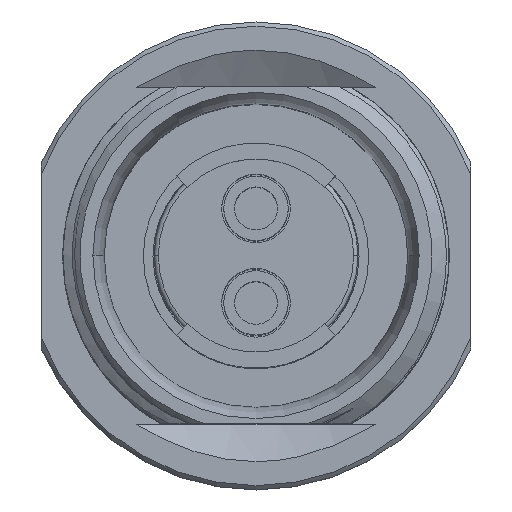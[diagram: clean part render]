
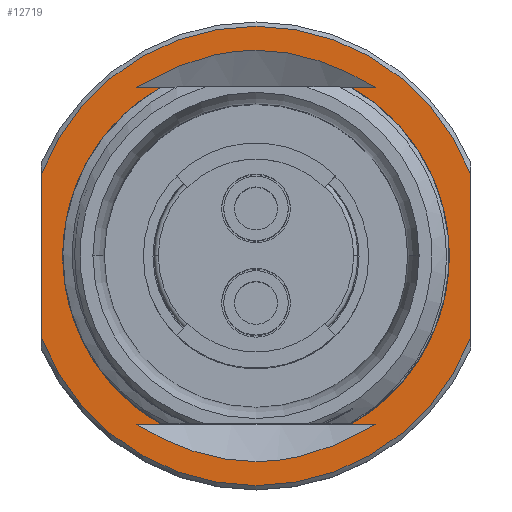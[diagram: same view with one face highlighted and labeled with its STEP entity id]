
A CAD part, top view. The second image highlights one B-rep face of the part: STEP entity #12719.
In plain terms, the highlighted planar face has unit normal (0, 0, 1).
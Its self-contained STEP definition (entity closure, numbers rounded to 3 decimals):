
#2948=CARTESIAN_POINT('',(5.,1.903,15.));
#2949=VERTEX_POINT('',#2948);
#2950=CARTESIAN_POINT('',(-5.,1.903,15.));
#2951=VERTEX_POINT('',#2950);
#2952=CARTESIAN_POINT('',(0.0,0.0,15.));
#2953=DIRECTION('',(0.,0.,1.0));
#2954=DIRECTION('',(0.935,0.356,0.));
#2955=AXIS2_PLACEMENT_3D('',#2952,#2953,#2954);
#2956=CIRCLE('',#2955,5.35);
#2957=EDGE_CURVE('',#2949,#2951,#2956,.T.);
#2987=CARTESIAN_POINT('',(5.,-1.903,15.));
#2988=VERTEX_POINT('',#2987);
#2998=CARTESIAN_POINT('',(-5.,-1.903,15.));
#2999=VERTEX_POINT('',#2998);
#3000=CARTESIAN_POINT('',(0.0,0.0,15.));
#3001=DIRECTION('',(0.,0.,1.0));
#3002=DIRECTION('',(-0.935,-0.356,0.));
#3003=AXIS2_PLACEMENT_3D('',#3000,#3001,#3002);
#3004=CIRCLE('',#3003,5.35);
#3005=EDGE_CURVE('',#2999,#2988,#3004,.T.);
#3024=CARTESIAN_POINT('',(2.784,3.925,15.0));
#3025=VERTEX_POINT('',#3024);
#3026=CARTESIAN_POINT('',(-2.784,3.925,15.));
#3027=VERTEX_POINT('',#3026);
#3035=CARTESIAN_POINT('',(0.,4.791,15.0));
#3036=VERTEX_POINT('',#3035);
#3037=CARTESIAN_POINT('',(-11.12,-5.45,15.));
#3038=CARTESIAN_POINT('',(0.,10.518,15.0));
#3039=CARTESIAN_POINT('',(11.12,-5.45,15.));
#3047=(BOUNDED_CURVE()B_SPLINE_CURVE(2,(#3037,#3038,#3039),.UNSPECIFIED.,.F.,.U.)B_SPLINE_CURVE_WITH_KNOTS((3,3),(0.0,30.234),.UNSPECIFIED.)CURVE()GEOMETRIC_REPRESENTATION_ITEM()RATIONAL_B_SPLINE_CURVE((1.0,1.788,1.0))REPRESENTATION_ITEM(''));
#3048=EDGE_CURVE('',#3036,#3025,#3047,.T.);
#3050=CARTESIAN_POINT('',(-11.12,-5.45,15.));
#3051=CARTESIAN_POINT('',(0.,10.518,15.0));
#3052=CARTESIAN_POINT('',(11.12,-5.45,15.));
#3060=(BOUNDED_CURVE()B_SPLINE_CURVE(2,(#3050,#3051,#3052),.UNSPECIFIED.,.F.,.U.)B_SPLINE_CURVE_WITH_KNOTS((3,3),(0.0,30.234),.UNSPECIFIED.)CURVE()GEOMETRIC_REPRESENTATION_ITEM()RATIONAL_B_SPLINE_CURVE((1.0,1.788,1.0))REPRESENTATION_ITEM(''));
#3061=EDGE_CURVE('',#3027,#3036,#3060,.T.);
#3071=CARTESIAN_POINT('',(2.784,-3.925,15.));
#3072=VERTEX_POINT('',#3071);
#3073=CARTESIAN_POINT('',(0.,-4.791,15.));
#3074=VERTEX_POINT('',#3073);
#3075=CARTESIAN_POINT('',(11.12,5.45,15.));
#3076=CARTESIAN_POINT('',(0.,-10.518,15.));
#3077=CARTESIAN_POINT('',(-11.12,5.45,15.0));
#3085=(BOUNDED_CURVE()B_SPLINE_CURVE(2,(#3075,#3076,#3077),.UNSPECIFIED.,.F.,.U.)B_SPLINE_CURVE_WITH_KNOTS((3,3),(0.0,30.234),.UNSPECIFIED.)CURVE()GEOMETRIC_REPRESENTATION_ITEM()RATIONAL_B_SPLINE_CURVE((1.0,1.788,1.0))REPRESENTATION_ITEM(''));
#3086=EDGE_CURVE('',#3072,#3074,#3085,.T.);
#3088=CARTESIAN_POINT('',(-2.784,-3.925,15.));
#3089=VERTEX_POINT('',#3088);
#3097=CARTESIAN_POINT('',(11.12,5.45,15.));
#3098=CARTESIAN_POINT('',(0.,-10.518,15.));
#3099=CARTESIAN_POINT('',(-11.12,5.45,15.0));
#3107=(BOUNDED_CURVE()B_SPLINE_CURVE(2,(#3097,#3098,#3099),.UNSPECIFIED.,.F.,.U.)B_SPLINE_CURVE_WITH_KNOTS((3,3),(0.0,30.234),.UNSPECIFIED.)CURVE()GEOMETRIC_REPRESENTATION_ITEM()RATIONAL_B_SPLINE_CURVE((1.0,1.788,1.0))REPRESENTATION_ITEM(''));
#3108=EDGE_CURVE('',#3074,#3089,#3107,.T.);
#3966=CARTESIAN_POINT('',(-2.201,-3.925,15.));
#3967=VERTEX_POINT('',#3966);
#3974=CARTESIAN_POINT('',(-2.784,-3.925,15.));
#3975=DIRECTION('',(1.0,0.0,0.0));
#3976=VECTOR('',#3975,0.583);
#3977=LINE('',#3974,#3976);
#3978=EDGE_CURVE('',#3089,#3967,#3977,.T.);
#3981=CARTESIAN_POINT('',(2.201,-3.925,15.));
#3982=VERTEX_POINT('',#3981);
#3983=CARTESIAN_POINT('',(2.201,-3.925,15.));
#3984=DIRECTION('',(1.0,0.0,0.0));
#3985=VECTOR('',#3984,0.583);
#3986=LINE('',#3983,#3985);
#3987=EDGE_CURVE('',#3982,#3072,#3986,.T.);
#8295=CARTESIAN_POINT('',(2.201,3.925,15.));
#8296=VERTEX_POINT('',#8295);
#8303=CARTESIAN_POINT('',(2.201,3.925,15.));
#8304=DIRECTION('',(1.0,0.0,0.0));
#8305=VECTOR('',#8304,0.583);
#8306=LINE('',#8303,#8305);
#8307=EDGE_CURVE('',#8296,#3025,#8306,.T.);
#8310=CARTESIAN_POINT('',(-2.201,3.925,15.0));
#8311=VERTEX_POINT('',#8310);
#8312=CARTESIAN_POINT('',(-2.784,3.925,15.));
#8313=DIRECTION('',(1.0,0.0,0.0));
#8314=VECTOR('',#8313,0.583);
#8315=LINE('',#8312,#8314);
#8316=EDGE_CURVE('',#3027,#8311,#8315,.T.);
#12669=CARTESIAN_POINT('',(0.0,0.0,15.));
#12670=DIRECTION('',(0.,0.,1.0));
#12671=DIRECTION('',(-0.489,0.872,0.));
#12672=AXIS2_PLACEMENT_3D('',#12669,#12670,#12671);
#12673=CIRCLE('',#12672,4.5);
#12674=EDGE_CURVE('',#8311,#3967,#12673,.T.);
#12680=CARTESIAN_POINT('',(5.5,-5.885,15.));
#12681=DIRECTION('',(0.0,0.0,-1.0));
#12682=DIRECTION('',(-1.0,0.0,0.0));
#12683=AXIS2_PLACEMENT_3D('',#12680,#12681,#12682);
#12684=PLANE('',#12683);
#12685=CARTESIAN_POINT('',(5.,1.903,15.));
#12686=DIRECTION('',(0.0,-1.0,0.0));
#12687=VECTOR('',#12686,3.807);
#12688=LINE('',#12685,#12687);
#12689=EDGE_CURVE('',#2949,#2988,#12688,.T.);
#12690=ORIENTED_EDGE('',*,*,#12689,.F.);
#12691=ORIENTED_EDGE('',*,*,#2957,.T.);
#12692=CARTESIAN_POINT('',(-5.,-1.903,15.));
#12693=DIRECTION('',(0.0,1.0,0.0));
#12694=VECTOR('',#12693,3.807);
#12695=LINE('',#12692,#12694);
#12696=EDGE_CURVE('',#2999,#2951,#12695,.T.);
#12697=ORIENTED_EDGE('',*,*,#12696,.F.);
#12698=ORIENTED_EDGE('',*,*,#3005,.T.);
#12699=EDGE_LOOP('',(#12690,#12691,#12697,#12698));
#12700=FACE_OUTER_BOUND('',#12699,.T.);
#12701=ORIENTED_EDGE('',*,*,#12674,.F.);
#12702=ORIENTED_EDGE('',*,*,#8316,.F.);
#12703=ORIENTED_EDGE('',*,*,#3061,.T.);
#12704=ORIENTED_EDGE('',*,*,#3048,.T.);
#12705=ORIENTED_EDGE('',*,*,#8307,.F.);
#12706=CARTESIAN_POINT('',(0.0,0.0,15.));
#12707=DIRECTION('',(0.,0.,-1.0));
#12708=DIRECTION('',(0.489,0.872,0.));
#12709=AXIS2_PLACEMENT_3D('',#12706,#12707,#12708);
#12710=CIRCLE('',#12709,4.5);
#12711=EDGE_CURVE('',#8296,#3982,#12710,.T.);
#12712=ORIENTED_EDGE('',*,*,#12711,.T.);
#12713=ORIENTED_EDGE('',*,*,#3987,.T.);
#12714=ORIENTED_EDGE('',*,*,#3086,.T.);
#12715=ORIENTED_EDGE('',*,*,#3108,.T.);
#12716=ORIENTED_EDGE('',*,*,#3978,.T.);
#12717=EDGE_LOOP('',(#12701,#12702,#12703,#12704,#12705,#12712,#12713,#12714,#12715,#12716));
#12718=FACE_BOUND('',#12717,.T.);
#12719=ADVANCED_FACE('',(#12700,#12718),#12684,.F.);
